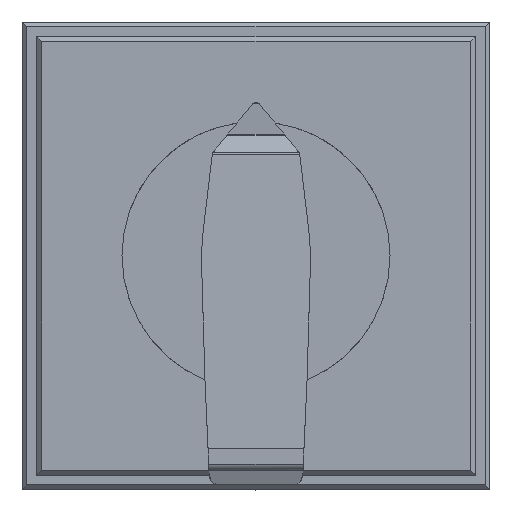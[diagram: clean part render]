
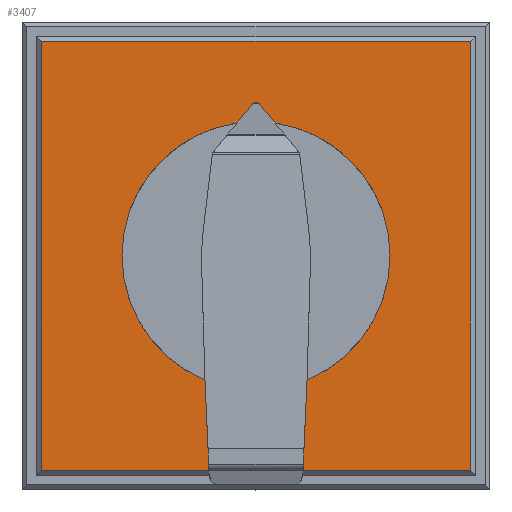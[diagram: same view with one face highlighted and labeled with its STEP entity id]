
A CAD part, top view. The second image highlights one B-rep face of the part: STEP entity #3407.
In plain terms, the highlighted planar face has unit normal (0, 0, 1).
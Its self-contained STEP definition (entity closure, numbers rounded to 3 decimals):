
#3344=CARTESIAN_POINT('',(-22.,-22.,86.1));
#3345=VERTEX_POINT('',#3344);
#3352=CARTESIAN_POINT('',(-22.,22.,86.1));
#3353=VERTEX_POINT('',#3352);
#3354=CARTESIAN_POINT('',(-22.,-22.,86.1));
#3355=DIRECTION('',(0.0,1.0,0.0));
#3356=VECTOR('',#3355,44.);
#3357=LINE('',#3354,#3356);
#3358=EDGE_CURVE('',#3345,#3353,#3357,.T.);
#3377=CARTESIAN_POINT('',(0.,0.,86.1));
#3378=DIRECTION('',(0.0,0.0,1.0));
#3379=DIRECTION('',(1.0,0.0,0.0));
#3380=AXIS2_PLACEMENT_3D('',#3377,#3378,#3379);
#3381=PLANE('',#3380);
#3382=ORIENTED_EDGE('',*,*,#3358,.F.);
#3383=CARTESIAN_POINT('',(22.,-22.,86.1));
#3384=VERTEX_POINT('',#3383);
#3385=CARTESIAN_POINT('',(22.,-22.,86.1));
#3386=DIRECTION('',(-1.0,0.0,0.0));
#3387=VECTOR('',#3386,44.);
#3388=LINE('',#3385,#3387);
#3389=EDGE_CURVE('',#3384,#3345,#3388,.T.);
#3390=ORIENTED_EDGE('',*,*,#3389,.F.);
#3391=CARTESIAN_POINT('',(22.,22.,86.1));
#3392=VERTEX_POINT('',#3391);
#3393=CARTESIAN_POINT('',(22.,22.,86.1));
#3394=DIRECTION('',(0.0,-1.0,0.0));
#3395=VECTOR('',#3394,44.);
#3396=LINE('',#3393,#3395);
#3397=EDGE_CURVE('',#3392,#3384,#3396,.T.);
#3398=ORIENTED_EDGE('',*,*,#3397,.F.);
#3399=CARTESIAN_POINT('',(-22.,22.,86.1));
#3400=DIRECTION('',(1.0,0.0,0.0));
#3401=VECTOR('',#3400,44.);
#3402=LINE('',#3399,#3401);
#3403=EDGE_CURVE('',#3353,#3392,#3402,.T.);
#3404=ORIENTED_EDGE('',*,*,#3403,.F.);
#3405=EDGE_LOOP('',(#3382,#3390,#3398,#3404));
#3406=FACE_OUTER_BOUND('',#3405,.T.);
#3407=ADVANCED_FACE('',(#3406),#3381,.T.);
